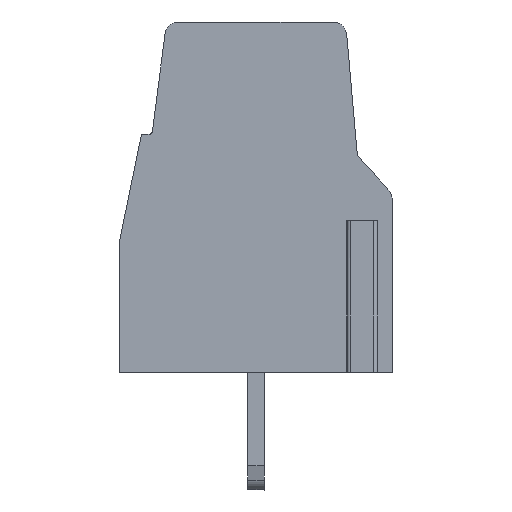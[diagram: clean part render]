
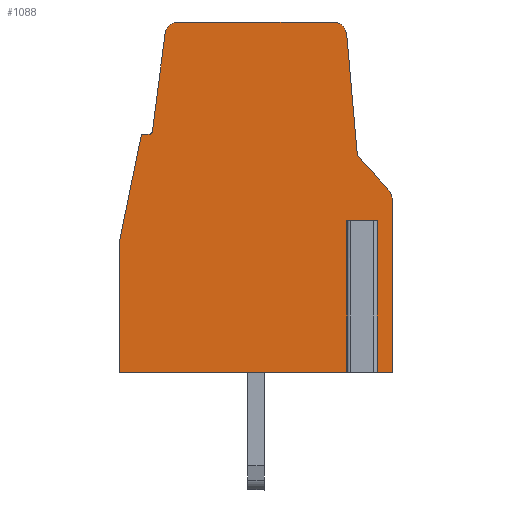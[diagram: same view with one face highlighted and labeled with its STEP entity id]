
A CAD part, left-side view. The second image highlights one B-rep face of the part: STEP entity #1088.
In plain terms, the highlighted planar face has unit normal (-1, 0, 0).
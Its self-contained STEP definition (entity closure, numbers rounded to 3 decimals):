
#980=AXIS2_PLACEMENT_3D('Plane Axis2P3D',#977,#978,#979) ;
#984=AXIS2_PLACEMENT_3D('Circle Axis2P3D',#982,#983,$) ;
#1005=AXIS2_PLACEMENT_3D('Circle Axis2P3D',#1003,#1004,$) ;
#1019=AXIS2_PLACEMENT_3D('Circle Axis2P3D',#1017,#1018,$) ;
#1033=AXIS2_PLACEMENT_3D('Circle Axis2P3D',#1031,#1032,$) ;
#40=CARTESIAN_POINT('Vertex',(0.5,8.1,3.5)) ;
#126=CARTESIAN_POINT('Vertex',(0.5,0.,3.5)) ;
#129=CARTESIAN_POINT('Line Origine',(0.5,0.226,3.5)) ;
#133=CARTESIAN_POINT('Vertex',(0.5,0.452,3.5)) ;
#258=CARTESIAN_POINT('Vertex',(0.5,1.348,3.5)) ;
#261=CARTESIAN_POINT('Line Origine',(0.5,4.724,3.5)) ;
#546=CARTESIAN_POINT('Line Origine',(0.5,8.1,5.45)) ;
#550=CARTESIAN_POINT('Vertex',(0.5,8.1,7.4)) ;
#653=CARTESIAN_POINT('Vertex',(0.5,0.,8.598)) ;
#656=CARTESIAN_POINT('Line Origine',(0.5,0.,6.049)) ;
#977=CARTESIAN_POINT('Axis2P3D Location',(0.5,0.,0.)) ;
#982=CARTESIAN_POINT('Axis2P3D Location',(0.5,0.505,8.598)) ;
#986=CARTESIAN_POINT('Vertex',(0.5,0.132,8.938)) ;
#989=CARTESIAN_POINT('Line Origine',(0.5,0.586,9.433)) ;
#993=CARTESIAN_POINT('Vertex',(0.5,1.04,9.927)) ;
#996=CARTESIAN_POINT('Line Origine',(0.5,1.198,11.731)) ;
#1000=CARTESIAN_POINT('Vertex',(0.5,1.356,13.535)) ;
#1003=CARTESIAN_POINT('Axis2P3D Location',(0.5,1.754,13.5)) ;
#1007=CARTESIAN_POINT('Vertex',(0.5,1.754,13.9)) ;
#1010=CARTESIAN_POINT('Line Origine',(0.5,4.054,13.9)) ;
#1014=CARTESIAN_POINT('Vertex',(0.5,6.354,13.9)) ;
#1017=CARTESIAN_POINT('Axis2P3D Location',(0.5,6.354,13.5)) ;
#1021=CARTESIAN_POINT('Vertex',(0.5,6.751,13.552)) ;
#1024=CARTESIAN_POINT('Line Origine',(0.5,6.939,12.099)) ;
#1028=CARTESIAN_POINT('Vertex',(0.5,7.128,10.647)) ;
#1031=CARTESIAN_POINT('Axis2P3D Location',(0.5,7.227,10.66)) ;
#1035=CARTESIAN_POINT('Vertex',(0.5,7.227,10.56)) ;
#1038=CARTESIAN_POINT('Line Origine',(0.5,7.339,10.56)) ;
#1042=CARTESIAN_POINT('Vertex',(0.5,7.451,10.56)) ;
#1045=CARTESIAN_POINT('Line Origine',(0.5,7.776,8.98)) ;
#1050=CARTESIAN_POINT('Line Origine',(0.5,1.348,5.75)) ;
#1054=CARTESIAN_POINT('Vertex',(0.5,1.348,8.)) ;
#1057=CARTESIAN_POINT('Line Origine',(0.5,0.9,8.)) ;
#1061=CARTESIAN_POINT('Vertex',(0.5,0.452,8.)) ;
#1064=CARTESIAN_POINT('Line Origine',(0.5,0.452,5.75)) ;
#130=DIRECTION('Vector Direction',(0.,1.,0.)) ;
#262=DIRECTION('Vector Direction',(0.,1.,0.)) ;
#547=DIRECTION('Vector Direction',(0.,0.,1.)) ;
#657=DIRECTION('Vector Direction',(0.,0.,-1.)) ;
#978=DIRECTION('Axis2P3D Direction',(-1.,0.,0.)) ;
#979=DIRECTION('Axis2P3D XDirection',(0.,0.,1.)) ;
#983=DIRECTION('Axis2P3D Direction',(-1.,0.,0.)) ;
#990=DIRECTION('Vector Direction',(0.,-0.677,-0.736)) ;
#997=DIRECTION('Vector Direction',(0.,-0.087,-0.996)) ;
#1004=DIRECTION('Axis2P3D Direction',(-1.,0.,0.)) ;
#1011=DIRECTION('Vector Direction',(0.,-1.,0.)) ;
#1018=DIRECTION('Axis2P3D Direction',(-1.,0.,0.)) ;
#1025=DIRECTION('Vector Direction',(0.,-0.129,0.992)) ;
#1032=DIRECTION('Axis2P3D Direction',(-1.,0.,0.)) ;
#1039=DIRECTION('Vector Direction',(0.,-1.,0.)) ;
#1046=DIRECTION('Vector Direction',(0.,-0.201,0.98)) ;
#1051=DIRECTION('Vector Direction',(0.,0.,1.)) ;
#1058=DIRECTION('Vector Direction',(0.,-1.,0.)) ;
#1065=DIRECTION('Vector Direction',(0.,0.,1.)) ;
#131=VECTOR('Line Direction',#130,1.) ;
#263=VECTOR('Line Direction',#262,1.) ;
#548=VECTOR('Line Direction',#547,1.) ;
#658=VECTOR('Line Direction',#657,1.) ;
#991=VECTOR('Line Direction',#990,1.) ;
#998=VECTOR('Line Direction',#997,1.) ;
#1012=VECTOR('Line Direction',#1011,1.) ;
#1026=VECTOR('Line Direction',#1025,1.) ;
#1040=VECTOR('Line Direction',#1039,1.) ;
#1047=VECTOR('Line Direction',#1046,1.) ;
#1052=VECTOR('Line Direction',#1051,1.) ;
#1059=VECTOR('Line Direction',#1058,1.) ;
#1066=VECTOR('Line Direction',#1065,1.) ;
#1070=ORIENTED_EDGE('',*,*,#135,.T.) ;
#1071=ORIENTED_EDGE('',*,*,#660,.T.) ;
#1072=ORIENTED_EDGE('',*,*,#988,.T.) ;
#1073=ORIENTED_EDGE('',*,*,#995,.T.) ;
#1074=ORIENTED_EDGE('',*,*,#1002,.T.) ;
#1075=ORIENTED_EDGE('',*,*,#1009,.T.) ;
#1076=ORIENTED_EDGE('',*,*,#1016,.T.) ;
#1077=ORIENTED_EDGE('',*,*,#1023,.T.) ;
#1078=ORIENTED_EDGE('',*,*,#1030,.T.) ;
#1079=ORIENTED_EDGE('',*,*,#1037,.T.) ;
#1080=ORIENTED_EDGE('',*,*,#1044,.T.) ;
#1081=ORIENTED_EDGE('',*,*,#1049,.T.) ;
#1082=ORIENTED_EDGE('',*,*,#552,.T.) ;
#1083=ORIENTED_EDGE('',*,*,#265,.T.) ;
#1084=ORIENTED_EDGE('',*,*,#1056,.T.) ;
#1085=ORIENTED_EDGE('',*,*,#1063,.F.) ;
#1086=ORIENTED_EDGE('',*,*,#1068,.F.) ;
#1088=ADVANCED_FACE('HOUSING',(#1087),#981,.T.) ;
#985=CIRCLE('generated circle',#984,0.505) ;
#1006=CIRCLE('generated circle',#1005,0.4) ;
#1020=CIRCLE('generated circle',#1019,0.4) ;
#1034=CIRCLE('generated circle',#1033,0.1) ;
#135=EDGE_CURVE('',#134,#127,#132,.F.) ;
#265=EDGE_CURVE('',#41,#259,#264,.F.) ;
#552=EDGE_CURVE('',#551,#41,#549,.F.) ;
#660=EDGE_CURVE('',#127,#654,#659,.F.) ;
#988=EDGE_CURVE('',#654,#987,#985,.T.) ;
#995=EDGE_CURVE('',#987,#994,#992,.F.) ;
#1002=EDGE_CURVE('',#994,#1001,#999,.F.) ;
#1009=EDGE_CURVE('',#1001,#1008,#1006,.T.) ;
#1016=EDGE_CURVE('',#1008,#1015,#1013,.F.) ;
#1023=EDGE_CURVE('',#1015,#1022,#1020,.T.) ;
#1030=EDGE_CURVE('',#1022,#1029,#1027,.F.) ;
#1037=EDGE_CURVE('',#1029,#1036,#1034,.F.) ;
#1044=EDGE_CURVE('',#1036,#1043,#1041,.F.) ;
#1049=EDGE_CURVE('',#1043,#551,#1048,.F.) ;
#1056=EDGE_CURVE('',#259,#1055,#1053,.T.) ;
#1063=EDGE_CURVE('',#1062,#1055,#1060,.F.) ;
#1068=EDGE_CURVE('',#134,#1062,#1067,.T.) ;
#1069=EDGE_LOOP('',(#1070,#1071,#1072,#1073,#1074,#1075,#1076,#1077,#1078,#1079,#1080,#1081,#1082,#1083,#1084,#1085,#1086)) ;
#1087=FACE_OUTER_BOUND('',#1069,.T.) ;
#132=LINE('Line',#129,#131) ;
#264=LINE('Line',#261,#263) ;
#549=LINE('Line',#546,#548) ;
#659=LINE('Line',#656,#658) ;
#992=LINE('Line',#989,#991) ;
#999=LINE('Line',#996,#998) ;
#1013=LINE('Line',#1010,#1012) ;
#1027=LINE('Line',#1024,#1026) ;
#1041=LINE('Line',#1038,#1040) ;
#1048=LINE('Line',#1045,#1047) ;
#1053=LINE('Line',#1050,#1052) ;
#1060=LINE('Line',#1057,#1059) ;
#1067=LINE('Line',#1064,#1066) ;
#981=PLANE('',#980) ;
#41=VERTEX_POINT('',#40) ;
#127=VERTEX_POINT('',#126) ;
#134=VERTEX_POINT('',#133) ;
#259=VERTEX_POINT('',#258) ;
#551=VERTEX_POINT('',#550) ;
#654=VERTEX_POINT('',#653) ;
#987=VERTEX_POINT('',#986) ;
#994=VERTEX_POINT('',#993) ;
#1001=VERTEX_POINT('',#1000) ;
#1008=VERTEX_POINT('',#1007) ;
#1015=VERTEX_POINT('',#1014) ;
#1022=VERTEX_POINT('',#1021) ;
#1029=VERTEX_POINT('',#1028) ;
#1036=VERTEX_POINT('',#1035) ;
#1043=VERTEX_POINT('',#1042) ;
#1055=VERTEX_POINT('',#1054) ;
#1062=VERTEX_POINT('',#1061) ;
